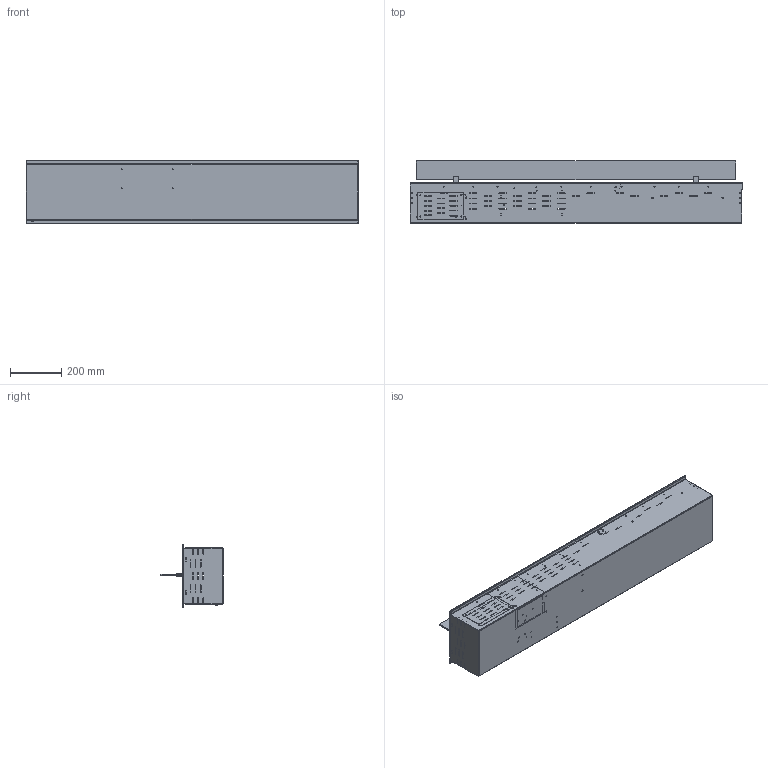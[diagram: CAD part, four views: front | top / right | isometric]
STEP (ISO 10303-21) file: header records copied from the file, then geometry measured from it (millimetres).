
FILE_DESCRIPTION (( 'STEP AP203' ), '1' );
FILE_NAME ('PJ00182-C-02.STEP', '2019-02-28T15:52:50', ( '' ), ( '' ), 'SwSTEP 2.0', 'SolidWorks 2019', '' );
FILE_SCHEMA (( 'CONFIG_CONTROL_DESIGN' ));
Products named in the file (1): PJ00182-C-02
Bounding box: 1300 x 245 x 250 mm (x, y, z)
Volume: 3526366.3 mm3
Topology: 137 solids, 140 shells, 4390 faces, 11954 edges, 7843 vertices
Faces by surface type: plane 2615, cylinder 1523, cone 170, bspline 55, torus 27
Full cylindrical faces by diameter (mm): 1 x3, 2.5 x1, 2.8 x1, 3 x10, 3.1 x1, 3.2 x4, 3.242 x2, 3.3 x9, 3.5 x2, 3.7 x4, 4 x61, 4.1 x14, 4.2 x2, 4.3 x12, 4.5 x8, 5 x64, 5.3 x22, 5.5 x5, 5.7 x1, 6 x7, 6.1 x4, 6.5 x35, 6.9 x1, 7 x13, 7.3 x2, 8 x6, 9 x4, 10 x1, 10.2 x3, 11 x1
Entity records: 140141 total; most frequent: CARTESIAN_POINT 28174, DIRECTION 22761, ORIENTED_EDGE 22760, EDGE_CURVE 11380, VERTEX_POINT 7686, VECTOR 7667, LINE 7667, AXIS2_PLACEMENT_3D 7547
